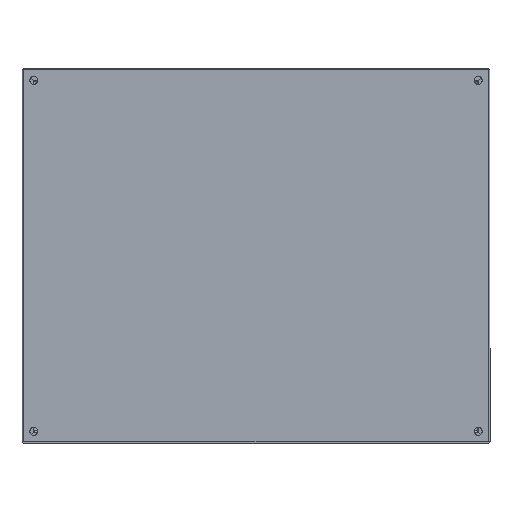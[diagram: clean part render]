
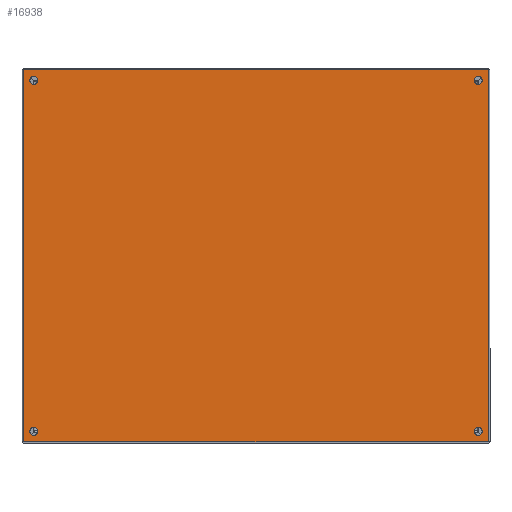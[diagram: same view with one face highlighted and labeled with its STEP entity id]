
A CAD part, top view. The second image highlights one B-rep face of the part: STEP entity #16938.
In plain terms, the highlighted face is planar.
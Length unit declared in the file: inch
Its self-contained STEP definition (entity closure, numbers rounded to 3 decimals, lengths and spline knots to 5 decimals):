
#1229 = EDGE_CURVE ( 'NONE', #46192, #75623, #31904, .T. ) ;
#1404 = CARTESIAN_POINT ( 'NONE',  ( 0., 0.75, -11.25 ) ) ;
#1601 = CIRCLE ( 'NONE', #4153, 0.25 ) ;
#2828 = CARTESIAN_POINT ( 'NONE',  ( 0., 0.75, 11.5 ) ) ;
#3592 = CARTESIAN_POINT ( 'NONE',  ( 0., 29.892, 11.928 ) ) ;
#4153 = AXIS2_PLACEMENT_3D ( 'NONE', #19876, #14008, #56809 ) ;
#4798 = ORIENTED_EDGE ( 'NONE', *, *, #64789, .T. ) ;
#5065 = FACE_BOUND ( 'NONE', #42239, .T. ) ;
#5932 = EDGE_CURVE ( 'NONE', #55221, #51449, #66202, .T. ) ;
#6235 = CARTESIAN_POINT ( 'NONE',  ( 0., 29.928, 11.928 ) ) ;
#7334 = ORIENTED_EDGE ( 'NONE', *, *, #53996, .F. ) ;
#10095 = DIRECTION ( 'NONE',  ( 0., 0., -1. ) ) ;
#10812 = VERTEX_POINT ( 'NONE', #28304 ) ;
#11705 = CARTESIAN_POINT ( 'NONE',  ( 0., 0.072, -11.928 ) ) ;
#12578 = CARTESIAN_POINT ( 'NONE',  ( 0., 0.75, 11. ) ) ;
#12967 = DIRECTION ( 'NONE',  ( 1., 0., 0. ) ) ;
#14008 = DIRECTION ( 'NONE',  ( 1., 0., 0. ) ) ;
#15884 = CARTESIAN_POINT ( 'NONE',  ( 0., 29.25, 11.25 ) ) ;
#16938 = ADVANCED_FACE ( 'NONE', ( #53736, #29362, #5065, #35280, #71648 ), #46665, .F. ) ;
#17079 = AXIS2_PLACEMENT_3D ( 'NONE', #1404, #60653, #73958 ) ;
#17870 = LINE ( 'NONE', #41833, #56933 ) ;
#19522 = VERTEX_POINT ( 'NONE', #48930 ) ;
#19876 = CARTESIAN_POINT ( 'NONE',  ( 0., 29.25, -11.25 ) ) ;
#19880 = ORIENTED_EDGE ( 'NONE', *, *, #1229, .T. ) ;
#20417 = VERTEX_POINT ( 'NONE', #21318 ) ;
#21178 = EDGE_CURVE ( 'NONE', #10812, #19522, #25606, .T. ) ;
#21318 = CARTESIAN_POINT ( 'NONE',  ( 0., 29.25, 11.5 ) ) ;
#21524 = ORIENTED_EDGE ( 'NONE', *, *, #71509, .T. ) ;
#22272 = DIRECTION ( 'NONE',  ( 1., 0., 0. ) ) ;
#22391 = AXIS2_PLACEMENT_3D ( 'NONE', #46030, #51937, #62516 ) ;
#22455 = CARTESIAN_POINT ( 'NONE',  ( 0., 0.75, 11.25 ) ) ;
#23463 = CIRCLE ( 'NONE', #25994, 0.25 ) ;
#23690 = EDGE_CURVE ( 'NONE', #44318, #20417, #23463, .T. ) ;
#23840 = ORIENTED_EDGE ( 'NONE', *, *, #44538, .F. ) ;
#25606 = CIRCLE ( 'NONE', #70680, 0.25 ) ;
#25732 = EDGE_LOOP ( 'NONE', ( #41861, #67780 ) ) ;
#25973 = CARTESIAN_POINT ( 'NONE',  ( 0., 29.928, 11.928 ) ) ;
#25994 = AXIS2_PLACEMENT_3D ( 'NONE', #15884, #33624, #57555 ) ;
#26653 = EDGE_CURVE ( 'NONE', #55034, #58791, #44096, .T. ) ;
#28304 = CARTESIAN_POINT ( 'NONE',  ( 0., 0.75, -11.5 ) ) ;
#29239 = CIRCLE ( 'NONE', #71622, 0.25 ) ;
#29362 = FACE_BOUND ( 'NONE', #25732, .T. ) ;
#29446 = ORIENTED_EDGE ( 'NONE', *, *, #47640, .T. ) ;
#31131 = DIRECTION ( 'NONE',  ( 0., 1., 0. ) ) ;
#31256 = CIRCLE ( 'NONE', #22391, 0.25 ) ;
#31435 = DIRECTION ( 'NONE',  ( 0., 0., 1. ) ) ;
#31904 = LINE ( 'NONE', #25973, #65943 ) ;
#33624 = DIRECTION ( 'NONE',  ( 1., 0., 0. ) ) ;
#33806 = VECTOR ( 'NONE', #56113, 39.37008 ) ;
#34447 = CIRCLE ( 'NONE', #43103, 0.25 ) ;
#35280 = FACE_BOUND ( 'NONE', #57565, .T. ) ;
#35887 = CARTESIAN_POINT ( 'NONE',  ( 0., 0.75, 11.25 ) ) ;
#38321 = CARTESIAN_POINT ( 'NONE',  ( 0., 29.25, -11. ) ) ;
#40329 = AXIS2_PLACEMENT_3D ( 'NONE', #35887, #65308, #60573 ) ;
#41746 = AXIS2_PLACEMENT_3D ( 'NONE', #6235, #22272, #70499 ) ;
#41833 = CARTESIAN_POINT ( 'NONE',  ( 0., 0.108, -11.928 ) ) ;
#41861 = ORIENTED_EDGE ( 'NONE', *, *, #64211, .T. ) ;
#42239 = EDGE_LOOP ( 'NONE', ( #75645, #70928 ) ) ;
#43103 = AXIS2_PLACEMENT_3D ( 'NONE', #52666, #76179, #75774 ) ;
#43135 = CARTESIAN_POINT ( 'NONE',  ( 0., 0.75, -11.25 ) ) ;
#44096 = CIRCLE ( 'NONE', #40329, 0.25 ) ;
#44318 = VERTEX_POINT ( 'NONE', #52943 ) ;
#44538 = EDGE_CURVE ( 'NONE', #55221, #75623, #74099, .T. ) ;
#45968 = CARTESIAN_POINT ( 'NONE',  ( 0., 0.108, 11.928 ) ) ;
#46030 = CARTESIAN_POINT ( 'NONE',  ( 0., 29.25, 11.25 ) ) ;
#46192 = VERTEX_POINT ( 'NONE', #45968 ) ;
#46193 = CARTESIAN_POINT ( 'NONE',  ( 0., 29.892, -11.928 ) ) ;
#46597 = CARTESIAN_POINT ( 'NONE',  ( 0., 0.108, -11.928 ) ) ;
#46665 = PLANE ( 'NONE',  #41746 ) ;
#47095 = VECTOR ( 'NONE', #53746, 39.37008 ) ;
#47640 = EDGE_CURVE ( 'NONE', #73339, #59326, #34447, .T. ) ;
#48930 = CARTESIAN_POINT ( 'NONE',  ( 0., 0.75, -11. ) ) ;
#49423 = EDGE_LOOP ( 'NONE', ( #23840, #73775, #7334, #19880 ) ) ;
#51449 = VERTEX_POINT ( 'NONE', #46597 ) ;
#51937 = DIRECTION ( 'NONE',  ( 1., 0., 0. ) ) ;
#52502 = CARTESIAN_POINT ( 'NONE',  ( 0., 29.25, -11.5 ) ) ;
#52666 = CARTESIAN_POINT ( 'NONE',  ( 0., 29.25, -11.25 ) ) ;
#52943 = CARTESIAN_POINT ( 'NONE',  ( 0., 29.25, 11. ) ) ;
#53736 = FACE_OUTER_BOUND ( 'NONE', #49423, .T. ) ;
#53746 = DIRECTION ( 'NONE',  ( 0., -1., 0. ) ) ;
#53996 = EDGE_CURVE ( 'NONE', #46192, #51449, #17870, .T. ) ;
#55034 = VERTEX_POINT ( 'NONE', #12578 ) ;
#55221 = VERTEX_POINT ( 'NONE', #46193 ) ;
#56113 = DIRECTION ( 'NONE',  ( 0., 0., 1. ) ) ;
#56809 = DIRECTION ( 'NONE',  ( 0., 0., 1. ) ) ;
#56933 = VECTOR ( 'NONE', #10095, 39.37008 ) ;
#57555 = DIRECTION ( 'NONE',  ( 0., 0., 1. ) ) ;
#57565 = EDGE_LOOP ( 'NONE', ( #21524, #69652 ) ) ;
#57653 = CARTESIAN_POINT ( 'NONE',  ( 0., 29.892, 11.928 ) ) ;
#58791 = VERTEX_POINT ( 'NONE', #2828 ) ;
#58986 = DIRECTION ( 'NONE',  ( 0., 0., 1. ) ) ;
#59326 = VERTEX_POINT ( 'NONE', #38321 ) ;
#60573 = DIRECTION ( 'NONE',  ( 0., 0., 1. ) ) ;
#60653 = DIRECTION ( 'NONE',  ( 1., 0., 0. ) ) ;
#62516 = DIRECTION ( 'NONE',  ( 0., 0., 1. ) ) ;
#63519 = CIRCLE ( 'NONE', #17079, 0.25 ) ;
#64211 = EDGE_CURVE ( 'NONE', #58791, #55034, #29239, .T. ) ;
#64479 = DIRECTION ( 'NONE',  ( 1., 0., 0. ) ) ;
#64789 = EDGE_CURVE ( 'NONE', #59326, #73339, #1601, .T. ) ;
#65308 = DIRECTION ( 'NONE',  ( 1., 0., 0. ) ) ;
#65943 = VECTOR ( 'NONE', #31131, 39.37008 ) ;
#66202 = LINE ( 'NONE', #11705, #47095 ) ;
#67780 = ORIENTED_EDGE ( 'NONE', *, *, #26653, .T. ) ;
#68970 = EDGE_LOOP ( 'NONE', ( #4798, #29446 ) ) ;
#69652 = ORIENTED_EDGE ( 'NONE', *, *, #23690, .T. ) ;
#70238 = EDGE_CURVE ( 'NONE', #19522, #10812, #63519, .T. ) ;
#70499 = DIRECTION ( 'NONE',  ( 0., 0., 1. ) ) ;
#70680 = AXIS2_PLACEMENT_3D ( 'NONE', #43135, #12967, #31435 ) ;
#70928 = ORIENTED_EDGE ( 'NONE', *, *, #21178, .T. ) ;
#71509 = EDGE_CURVE ( 'NONE', #20417, #44318, #31256, .T. ) ;
#71622 = AXIS2_PLACEMENT_3D ( 'NONE', #22455, #64479, #58986 ) ;
#71648 = FACE_BOUND ( 'NONE', #68970, .T. ) ;
#73339 = VERTEX_POINT ( 'NONE', #52502 ) ;
#73775 = ORIENTED_EDGE ( 'NONE', *, *, #5932, .T. ) ;
#73958 = DIRECTION ( 'NONE',  ( 0., 0., 1. ) ) ;
#74099 = LINE ( 'NONE', #57653, #33806 ) ;
#75623 = VERTEX_POINT ( 'NONE', #3592 ) ;
#75645 = ORIENTED_EDGE ( 'NONE', *, *, #70238, .T. ) ;
#75774 = DIRECTION ( 'NONE',  ( 0., 0., 1. ) ) ;
#76179 = DIRECTION ( 'NONE',  ( 1., 0., 0. ) ) ;
